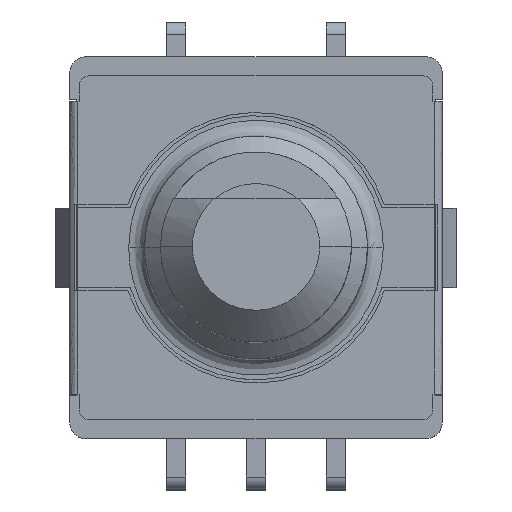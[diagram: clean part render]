
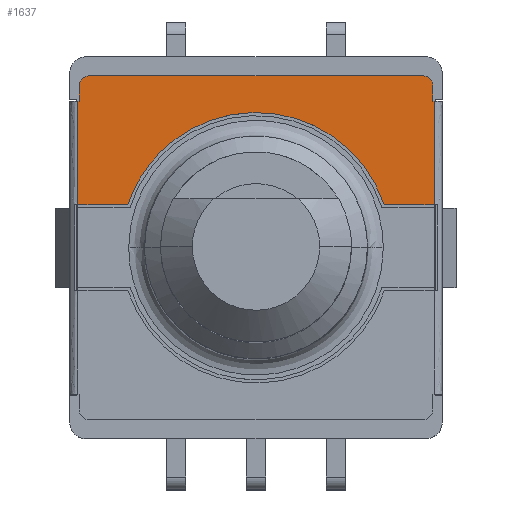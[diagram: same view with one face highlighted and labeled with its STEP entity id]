
A CAD part, top view. The second image highlights one B-rep face of the part: STEP entity #1637.
In plain terms, the highlighted free-form (B-spline) face has degree [1, 1] with [2, 2] control points.
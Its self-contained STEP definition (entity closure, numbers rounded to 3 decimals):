
#1485 = EDGE_CURVE('',#1486,#1488,#1490,.T.);
#1486 = VERTEX_POINT('',#1487);
#1487 = CARTESIAN_POINT('',(5.473,4.783,7.983
    ));
#1488 = VERTEX_POINT('',#1489);
#1489 = CARTESIAN_POINT('',(5.473,5.276,7.983)
  );
#1490 = B_SPLINE_CURVE_WITH_KNOTS('',1,(#1491,#1492),.UNSPECIFIED.,.F.,
  .F.,(2,2),(-0.493,0.),.PIECEWISE_BEZIER_KNOTS.);
#1491 = CARTESIAN_POINT('',(5.473,4.783,7.983
    ));
#1492 = CARTESIAN_POINT('',(5.473,5.276,7.983)
  );
#1530 = VERTEX_POINT('',#1531);
#1531 = CARTESIAN_POINT('',(5.178,5.572,7.983
    ));
#1536 = EDGE_CURVE('',#1488,#1530,#1537,.T.);
#1537 = ( BOUNDED_CURVE() B_SPLINE_CURVE(2,(#1538,#1539,#1540),
.UNSPECIFIED.,.F.,.F.) B_SPLINE_CURVE_WITH_KNOTS((3,3),(3.142,
4.712),.PIECEWISE_BEZIER_KNOTS.) CURVE() 
GEOMETRIC_REPRESENTATION_ITEM() RATIONAL_B_SPLINE_CURVE((1.,
0.707,1.)) REPRESENTATION_ITEM('') );
#1538 = CARTESIAN_POINT('',(5.473,5.276,7.983)
  );
#1539 = CARTESIAN_POINT('',(5.473,5.572,7.983
    ));
#1540 = CARTESIAN_POINT('',(5.178,5.572,7.983
    ));
#1561 = VERTEX_POINT('',#1562);
#1562 = CARTESIAN_POINT('',(-5.178,5.572,
    7.983));
#1567 = EDGE_CURVE('',#1530,#1561,#1568,.T.);
#1568 = B_SPLINE_CURVE_WITH_KNOTS('',1,(#1569,#1570),.UNSPECIFIED.,.F.,
  .F.,(2,2),(-10.355,-0.),.PIECEWISE_BEZIER_KNOTS.);
#1569 = CARTESIAN_POINT('',(5.178,5.572,7.983
    ));
#1570 = CARTESIAN_POINT('',(-5.178,5.572,
    7.983));
#1590 = VERTEX_POINT('',#1591);
#1591 = CARTESIAN_POINT('',(-5.473,5.276,7.983
    ));
#1596 = EDGE_CURVE('',#1561,#1590,#1597,.T.);
#1597 = ( BOUNDED_CURVE() B_SPLINE_CURVE(2,(#1598,#1599,#1600),
.UNSPECIFIED.,.F.,.F.) B_SPLINE_CURVE_WITH_KNOTS((3,3),(1.571,
3.142),.PIECEWISE_BEZIER_KNOTS.) CURVE() 
GEOMETRIC_REPRESENTATION_ITEM() RATIONAL_B_SPLINE_CURVE((1.,
0.707,1.)) REPRESENTATION_ITEM('') );
#1598 = CARTESIAN_POINT('',(-5.178,5.572,
    7.983));
#1599 = CARTESIAN_POINT('',(-5.473,5.572,
    7.983));
#1600 = CARTESIAN_POINT('',(-5.473,5.276,7.983
    ));
#1621 = VERTEX_POINT('',#1622);
#1622 = CARTESIAN_POINT('',(-5.473,4.783,
    7.983));
#1627 = EDGE_CURVE('',#1590,#1621,#1628,.T.);
#1628 = B_SPLINE_CURVE_WITH_KNOTS('',1,(#1629,#1630),.UNSPECIFIED.,.F.,
  .F.,(2,2),(0.,0.493),.PIECEWISE_BEZIER_KNOTS.);
#1629 = CARTESIAN_POINT('',(-5.473,5.276,7.983
    ));
#1630 = CARTESIAN_POINT('',(-5.473,4.783,
    7.983));
#1637 = ADVANCED_FACE('',(#1638),#1693,.T.);
#1638 = FACE_BOUND('',#1639,.T.);
#1639 = EDGE_LOOP('',(#1640,#1649,#1657,#1664,#1671,#1676,#1677,#1678,
    #1679,#1680,#1681,#1688));
#1640 = ORIENTED_EDGE('',*,*,#1641,.F.);
#1641 = EDGE_CURVE('',#1642,#1644,#1646,.T.);
#1642 = VERTEX_POINT('',#1643);
#1643 = CARTESIAN_POINT('',(-3.974,1.578,
    7.983));
#1644 = VERTEX_POINT('',#1645);
#1645 = CARTESIAN_POINT('',(-5.523,1.578,
    7.983));
#1646 = B_SPLINE_CURVE_WITH_KNOTS('',1,(#1647,#1648),.UNSPECIFIED.,.F.,
  .F.,(2,2),(-1.647,-0.099),
  .PIECEWISE_BEZIER_KNOTS.);
#1647 = CARTESIAN_POINT('',(-3.974,1.578,
    7.983));
#1648 = CARTESIAN_POINT('',(-5.523,1.578,
    7.983));
#1649 = ORIENTED_EDGE('',*,*,#1650,.F.);
#1650 = EDGE_CURVE('',#1651,#1642,#1653,.T.);
#1651 = VERTEX_POINT('',#1652);
#1652 = CARTESIAN_POINT('',(3.974,1.578,7.983
    ));
#1653 = ( BOUNDED_CURVE() B_SPLINE_CURVE(2,(#1654,#1655,#1656),
.UNSPECIFIED.,.F.,.F.) B_SPLINE_CURVE_WITH_KNOTS((3,3),(0.323,
2.818),.PIECEWISE_BEZIER_KNOTS.) CURVE() 
GEOMETRIC_REPRESENTATION_ITEM() RATIONAL_B_SPLINE_CURVE((1.,
0.318,1.)) REPRESENTATION_ITEM('') );
#1654 = CARTESIAN_POINT('',(3.974,1.578,7.983
    ));
#1655 = CARTESIAN_POINT('',(0.,13.442,
    7.983));
#1656 = CARTESIAN_POINT('',(-3.974,1.578,
    7.983));
#1657 = ORIENTED_EDGE('',*,*,#1658,.F.);
#1658 = EDGE_CURVE('',#1659,#1651,#1661,.T.);
#1659 = VERTEX_POINT('',#1660);
#1660 = CARTESIAN_POINT('',(5.523,1.578,7.983
    ));
#1661 = B_SPLINE_CURVE_WITH_KNOTS('',1,(#1662,#1663),.UNSPECIFIED.,.F.,
  .F.,(2,2),(-1.548,-0.),.PIECEWISE_BEZIER_KNOTS.);
#1662 = CARTESIAN_POINT('',(5.523,1.578,7.983
    ));
#1663 = CARTESIAN_POINT('',(3.974,1.578,7.983
    ));
#1664 = ORIENTED_EDGE('',*,*,#1665,.F.);
#1665 = EDGE_CURVE('',#1666,#1659,#1668,.T.);
#1666 = VERTEX_POINT('',#1667);
#1667 = CARTESIAN_POINT('',(5.523,4.783,7.983
    ));
#1668 = B_SPLINE_CURVE_WITH_KNOTS('',1,(#1669,#1670),.UNSPECIFIED.,.F.,
  .F.,(2,2),(-0.,3.205),.PIECEWISE_BEZIER_KNOTS.);
#1669 = CARTESIAN_POINT('',(5.523,4.783,7.983
    ));
#1670 = CARTESIAN_POINT('',(5.523,1.578,7.983
    ));
#1671 = ORIENTED_EDGE('',*,*,#1672,.F.);
#1672 = EDGE_CURVE('',#1486,#1666,#1673,.T.);
#1673 = B_SPLINE_CURVE_WITH_KNOTS('',1,(#1674,#1675),.UNSPECIFIED.,.F.,
  .F.,(2,2),(0.,0.049),
  .PIECEWISE_BEZIER_KNOTS.);
#1674 = CARTESIAN_POINT('',(5.473,4.783,7.983
    ));
#1675 = CARTESIAN_POINT('',(5.523,4.783,7.983
    ));
#1676 = ORIENTED_EDGE('',*,*,#1485,.T.);
#1677 = ORIENTED_EDGE('',*,*,#1536,.T.);
#1678 = ORIENTED_EDGE('',*,*,#1567,.T.);
#1679 = ORIENTED_EDGE('',*,*,#1596,.T.);
#1680 = ORIENTED_EDGE('',*,*,#1627,.T.);
#1681 = ORIENTED_EDGE('',*,*,#1682,.T.);
#1682 = EDGE_CURVE('',#1621,#1683,#1685,.T.);
#1683 = VERTEX_POINT('',#1684);
#1684 = CARTESIAN_POINT('',(-5.523,4.783,
    7.983));
#1685 = B_SPLINE_CURVE_WITH_KNOTS('',1,(#1686,#1687),.UNSPECIFIED.,.F.,
  .F.,(2,2),(0.,0.049),.PIECEWISE_BEZIER_KNOTS.);
#1686 = CARTESIAN_POINT('',(-5.473,4.783,
    7.983));
#1687 = CARTESIAN_POINT('',(-5.523,4.783,
    7.983));
#1688 = ORIENTED_EDGE('',*,*,#1689,.F.);
#1689 = EDGE_CURVE('',#1644,#1683,#1690,.T.);
#1690 = B_SPLINE_CURVE_WITH_KNOTS('',1,(#1691,#1692),.UNSPECIFIED.,.F.,
  .F.,(2,2),(-3.205,0.),.PIECEWISE_BEZIER_KNOTS.);
#1691 = CARTESIAN_POINT('',(-5.523,1.578,
    7.983));
#1692 = CARTESIAN_POINT('',(-5.523,4.783,
    7.983));
#1693 = B_SPLINE_SURFACE_WITH_KNOTS('',1,1,(
    (#1694,#1695)
    ,(#1696,#1697
    )),.UNSPECIFIED.,.F.,.F.,.F.,(2,2),(2,2),(-0.345,
    10.7),(6.361,10.355),
  .PIECEWISE_BEZIER_KNOTS.);
#1694 = CARTESIAN_POINT('',(-5.523,1.578,
    7.983));
#1695 = CARTESIAN_POINT('',(-5.523,5.572,
    7.983));
#1696 = CARTESIAN_POINT('',(5.523,1.578,7.983
    ));
#1697 = CARTESIAN_POINT('',(5.523,5.572,7.983
    ));
